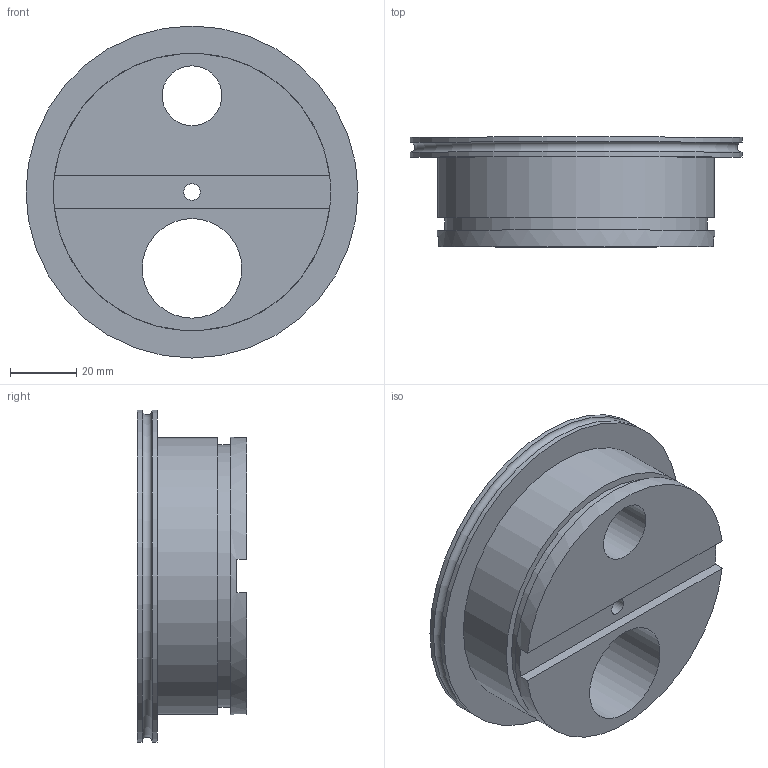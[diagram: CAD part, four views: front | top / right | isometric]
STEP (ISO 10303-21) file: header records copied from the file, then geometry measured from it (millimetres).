
FILE_DESCRIPTION(/* description */ (''),/* implementation_level */ '2;1');
FILE_NAME(/* name */ 'Top lid body.stp',/* time_stamp */ '2020-08-22T12:53:16-04:00',/* author */ ('ignac'),/* organization */ (''),/* preprocessor_version */ 'ST-DEVELOPER v18',/* originating_system */ 'Autodesk Inventor 2020',/* authorisation */ '');
FILE_SCHEMA (('AUTOMOTIVE_DESIGN { 1 0 10303 214 3 1 1 }'));
Length unit declared in the file: millimetre
Products named in the file (1): Body glass top
Bounding box: 100 x 33 x 100 mm (x, y, z)
Volume: 154932.9 mm3; surface area: 30486.9 mm2
Topology: 1 solids, 1 shells, 24 faces, 64 edges, 47 vertices
Faces by surface type: cylinder 11, plane 11, cone 1, torus 1
Full cylindrical faces by diameter (mm): 5 x1, 8 x1, 18 x1, 24 x1, 30 x1, 35 x1, 79 x1, 83.5 x2, 100 x2
Entity records: 849 total; most frequent: DIRECTION 158, CARTESIAN_POINT 136, ORIENTED_EDGE 128, AXIS2_PLACEMENT_3D 69, EDGE_CURVE 64, VERTEX_POINT 47, CIRCLE 44, EDGE_LOOP 35
